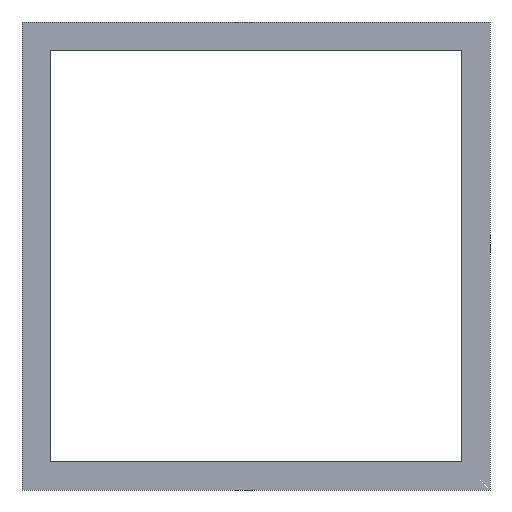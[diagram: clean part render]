
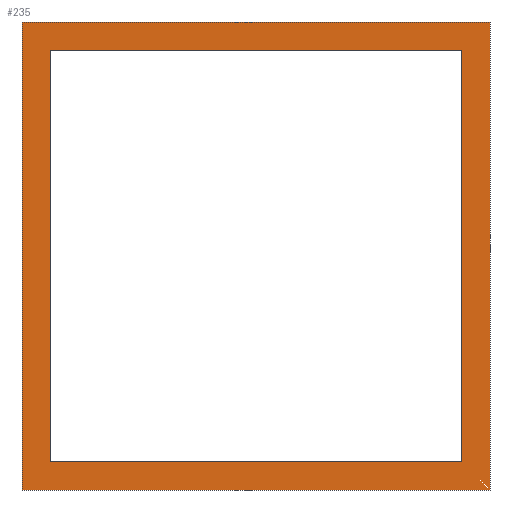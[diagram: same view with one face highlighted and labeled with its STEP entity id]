
A CAD part, front view. The second image highlights one B-rep face of the part: STEP entity #235.
In plain terms, the highlighted planar face has unit normal (0, -1, 0).
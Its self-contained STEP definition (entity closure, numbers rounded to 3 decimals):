
#2 = LINE ( 'NONE', #172, #90 ) ;
#12 = VERTEX_POINT ( 'NONE', #361 ) ;
#14 = VERTEX_POINT ( 'NONE', #40 ) ;
#24 = DIRECTION ( 'NONE',  ( 0., 0., -1. ) ) ;
#36 = DIRECTION ( 'NONE',  ( 1., 0., 0. ) ) ;
#40 = CARTESIAN_POINT ( 'NONE',  ( 19.149, 0., -35. ) ) ;
#45 = LINE ( 'NONE', #252, #332 ) ;
#48 = CARTESIAN_POINT ( 'NONE',  ( -30.851, 0., -35. ) ) ;
#51 = CARTESIAN_POINT ( 'NONE',  ( -27.851, 0., 12. ) ) ;
#74 = CARTESIAN_POINT ( 'NONE',  ( -27.851, 0., -32. ) ) ;
#75 = CARTESIAN_POINT ( 'NONE',  ( 16.149, 0., 12. ) ) ;
#77 = DIRECTION ( 'NONE',  ( -1., 0., 0. ) ) ;
#78 = LINE ( 'NONE', #74, #157 ) ;
#84 = CARTESIAN_POINT ( 'NONE',  ( -27.851, 0., -32. ) ) ;
#86 = VERTEX_POINT ( 'NONE', #221 ) ;
#87 = LINE ( 'NONE', #167, #303 ) ;
#88 = ORIENTED_EDGE ( 'NONE', *, *, #323, .T. ) ;
#89 = LINE ( 'NONE', #149, #279 ) ;
#90 = VECTOR ( 'NONE', #106, 1000. ) ;
#96 = VECTOR ( 'NONE', #348, 1000. ) ;
#103 = PLANE ( 'NONE',  #277 ) ;
#106 = DIRECTION ( 'NONE',  ( 0., 0., -1. ) ) ;
#109 = VECTOR ( 'NONE', #77, 1000. ) ;
#113 = ORIENTED_EDGE ( 'NONE', *, *, #305, .T. ) ;
#114 = CARTESIAN_POINT ( 'NONE',  ( -30.851, 0., -35. ) ) ;
#145 = EDGE_CURVE ( 'NONE', #12, #291, #78, .T. ) ;
#148 = ORIENTED_EDGE ( 'NONE', *, *, #363, .T. ) ;
#149 = CARTESIAN_POINT ( 'NONE',  ( -27.851, 0., 12. ) ) ;
#150 = VERTEX_POINT ( 'NONE', #313 ) ;
#157 = VECTOR ( 'NONE', #194, 1000. ) ;
#166 = EDGE_LOOP ( 'NONE', ( #371, #234, #211, #257 ) ) ;
#167 = CARTESIAN_POINT ( 'NONE',  ( 16.149, 0., 12. ) ) ;
#171 = VECTOR ( 'NONE', #315, 1000. ) ;
#172 = CARTESIAN_POINT ( 'NONE',  ( 19.149, 0., 15. ) ) ;
#191 = CARTESIAN_POINT ( 'NONE',  ( 19.149, 0., 15. ) ) ;
#193 = FACE_BOUND ( 'NONE', #347, .T. ) ;
#194 = DIRECTION ( 'NONE',  ( -1., 0., 0. ) ) ;
#195 = EDGE_CURVE ( 'NONE', #150, #236, #346, .T. ) ;
#197 = DIRECTION ( 'NONE',  ( 0., 0., 1. ) ) ;
#200 = CARTESIAN_POINT ( 'NONE',  ( -30.851, 0., 15. ) ) ;
#211 = ORIENTED_EDGE ( 'NONE', *, *, #285, .F. ) ;
#221 = CARTESIAN_POINT ( 'NONE',  ( -27.851, 0., 12. ) ) ;
#234 = ORIENTED_EDGE ( 'NONE', *, *, #195, .F. ) ;
#235 = ADVANCED_FACE ( 'NONE', ( #317, #193 ), #103, .T. ) ;
#236 = VERTEX_POINT ( 'NONE', #191 ) ;
#252 = CARTESIAN_POINT ( 'NONE',  ( -30.851, 0., 15. ) ) ;
#256 = DIRECTION ( 'NONE',  ( 0., -1., 0. ) ) ;
#257 = ORIENTED_EDGE ( 'NONE', *, *, #290, .F. ) ;
#277 = AXIS2_PLACEMENT_3D ( 'NONE', #369, #256, #24 ) ;
#279 = VECTOR ( 'NONE', #36, 1000. ) ;
#280 = VERTEX_POINT ( 'NONE', #114 ) ;
#284 = DIRECTION ( 'NONE',  ( 0., 0., -1. ) ) ;
#285 = EDGE_CURVE ( 'NONE', #280, #150, #45, .T. ) ;
#286 = VERTEX_POINT ( 'NONE', #75 ) ;
#290 = EDGE_CURVE ( 'NONE', #14, #280, #372, .T. ) ;
#291 = VERTEX_POINT ( 'NONE', #84 ) ;
#292 = ORIENTED_EDGE ( 'NONE', *, *, #145, .T. ) ;
#303 = VECTOR ( 'NONE', #284, 1000. ) ;
#305 = EDGE_CURVE ( 'NONE', #291, #86, #344, .T. ) ;
#313 = CARTESIAN_POINT ( 'NONE',  ( -30.851, 0., 15. ) ) ;
#315 = DIRECTION ( 'NONE',  ( 1., 0., 0. ) ) ;
#317 = FACE_OUTER_BOUND ( 'NONE', #166, .T. ) ;
#323 = EDGE_CURVE ( 'NONE', #286, #12, #87, .T. ) ;
#331 = EDGE_CURVE ( 'NONE', #236, #14, #2, .T. ) ;
#332 = VECTOR ( 'NONE', #197, 1000. ) ;
#344 = LINE ( 'NONE', #51, #96 ) ;
#346 = LINE ( 'NONE', #200, #171 ) ;
#347 = EDGE_LOOP ( 'NONE', ( #292, #113, #148, #88 ) ) ;
#348 = DIRECTION ( 'NONE',  ( 0., 0., 1. ) ) ;
#361 = CARTESIAN_POINT ( 'NONE',  ( 16.149, 0., -32. ) ) ;
#363 = EDGE_CURVE ( 'NONE', #86, #286, #89, .T. ) ;
#369 = CARTESIAN_POINT ( 'NONE',  ( 0., 0., 0. ) ) ;
#371 = ORIENTED_EDGE ( 'NONE', *, *, #331, .F. ) ;
#372 = LINE ( 'NONE', #48, #109 ) ;
